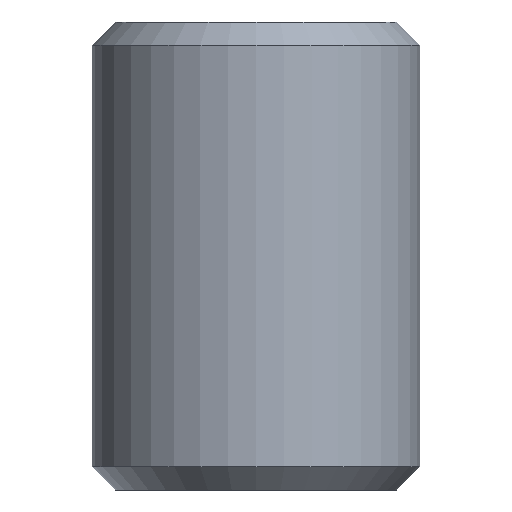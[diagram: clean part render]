
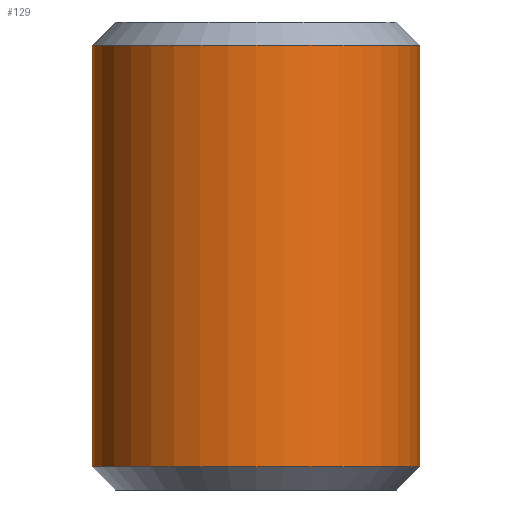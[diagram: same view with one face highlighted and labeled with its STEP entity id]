
A CAD part, left-side view. The second image highlights one B-rep face of the part: STEP entity #129.
In plain terms, the highlighted cylindrical face has radius 7 mm (diameter 14 mm), a partial arc.
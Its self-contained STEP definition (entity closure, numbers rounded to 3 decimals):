
#129=ADVANCED_FACE('',(#365),#367,.T.);
#365=FACE_BOUND('',#366,.T.);
#366=EDGE_LOOP('',(#532,#533,#534,#535));
#367=CYLINDRICAL_SURFACE('',#368,7.);
#368=AXIS2_PLACEMENT_3D('',#369,#370,#371);
#369=CARTESIAN_POINT('',(0.,0.,-10.));
#370=DIRECTION('',(0.,0.,1.));
#371=DIRECTION('',(0.,1.,0.));
#532=ORIENTED_EDGE('',*,*,#636,.F.);
#533=ORIENTED_EDGE('',*,*,#621,.F.);
#534=ORIENTED_EDGE('',*,*,#637,.T.);
#535=ORIENTED_EDGE('',*,*,#627,.T.);
#621=EDGE_CURVE('',#698,#688,#700,.T.);
#627=EDGE_CURVE('',#712,#709,#713,.T.);
#636=EDGE_CURVE('',#688,#709,#727,.T.);
#637=EDGE_CURVE('',#698,#712,#728,.T.);
#688=VERTEX_POINT('',#971);
#698=VERTEX_POINT('',#994);
#700=LINE('',#998,#999);
#709=VERTEX_POINT('',#1018);
#712=VERTEX_POINT('',#1023);
#713=LINE('',#1024,#1025);
#727=CIRCLE('',#1062,7.);
#728=CIRCLE('',#1066,7.);
#971=CARTESIAN_POINT('',(0.,7.,9.));
#994=CARTESIAN_POINT('',(0.,7.,-9.));
#998=CARTESIAN_POINT('',(0.,7.,-9.));
#999=VECTOR('',#1000,1.);
#1000=DIRECTION('',(0.,0.,1.));
#1018=CARTESIAN_POINT('',(0.,-7.,9.));
#1023=CARTESIAN_POINT('',(0.,-7.,-9.));
#1024=CARTESIAN_POINT('',(0.,-7.,-9.));
#1025=VECTOR('',#1026,1.);
#1026=DIRECTION('',(0.,0.,1.));
#1062=AXIS2_PLACEMENT_3D('',#1063,#1064,#1065);
#1063=CARTESIAN_POINT('',(0.,0.,9.));
#1064=DIRECTION('',(0.,0.,1.));
#1065=DIRECTION('',(0.,1.,0.));
#1066=AXIS2_PLACEMENT_3D('',#1067,#1068,#1069);
#1067=CARTESIAN_POINT('',(0.,0.,-9.));
#1068=DIRECTION('',(0.,0.,1.));
#1069=DIRECTION('',(0.,1.,0.));
